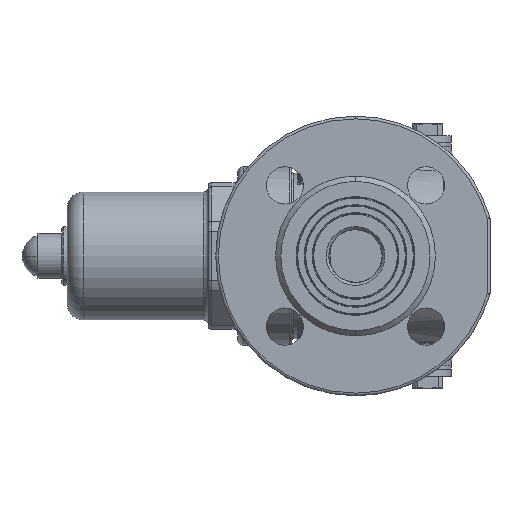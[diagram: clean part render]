
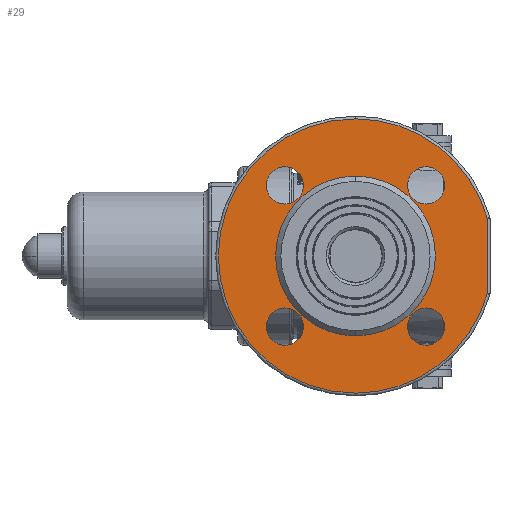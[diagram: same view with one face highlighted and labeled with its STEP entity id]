
A CAD part, left-side view. The second image highlights one B-rep face of the part: STEP entity #29.
In plain terms, the highlighted planar face has unit normal (-1, 0, 0).
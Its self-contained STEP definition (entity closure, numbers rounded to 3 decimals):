
#10 = EDGE_LOOP ( 'NONE', ( #19, #21, #17, #26 ) ) ;
#11 = EDGE_LOOP ( 'NONE', ( #50, #23 ) ) ;
#12 = ORIENTED_EDGE ( 'NONE', *, *, #16440, .T. ) ;
#15 = EDGE_CURVE ( 'NONE', #40, #20608, #24805, .T. ) ;
#16 = EDGE_LOOP ( 'NONE', ( #34, #32 ) ) ;
#17 = ORIENTED_EDGE ( 'NONE', *, *, #24, .T. ) ;
#19 = ORIENTED_EDGE ( 'NONE', *, *, #20607, .T. ) ;
#20 = EDGE_CURVE ( 'NONE', #20621, #20626, #24894, .T. ) ;
#21 = ORIENTED_EDGE ( 'NONE', *, *, #20630, .T. ) ;
#23 = ORIENTED_EDGE ( 'NONE', *, *, #61290, .T. ) ;
#24 = EDGE_CURVE ( 'NONE', #20556, #40, #24885, .T. ) ;
#25 = EDGE_LOOP ( 'NONE', ( #12, #35 ) ) ;
#26 = ORIENTED_EDGE ( 'NONE', *, *, #15, .T. ) ;
#28 = EDGE_CURVE ( 'NONE', #15765, #15131, #24878, .T. ) ;
#29 = ADVANCED_FACE ( 'NONE', ( #24916, #24895, #24928, #24927, #24890, #24915 ), #24896, .F. ) ;
#32 = ORIENTED_EDGE ( 'NONE', *, *, #20625, .F. ) ;
#33 = ORIENTED_EDGE ( 'NONE', *, *, #40827, .T. ) ;
#34 = ORIENTED_EDGE ( 'NONE', *, *, #20, .F. ) ;
#35 = ORIENTED_EDGE ( 'NONE', *, *, #43, .T. ) ;
#38 = EDGE_LOOP ( 'NONE', ( #61293, #33 ) ) ;
#40 = VERTEX_POINT ( 'NONE', #24985 ) ;
#43 = EDGE_CURVE ( 'NONE', #15124, #15134, #24947, .T. ) ;
#50 = ORIENTED_EDGE ( 'NONE', *, *, #16083, .T. ) ;
#7659 = CARTESIAN_POINT ( 'NONE',  ( -73., 0., -51.5 ) ) ;
#7815 = CARTESIAN_POINT ( 'NONE',  ( -73., 0., 0. ) ) ;
#7818 = AXIS2_PLACEMENT_3D ( 'NONE', #7815, #7859, #7858 ) ;
#7833 = CARTESIAN_POINT ( 'NONE',  ( -73., -49.5, 14.213 ) ) ;
#7838 = CIRCLE ( 'NONE', #7818, 51.5 ) ;
#7858 = DIRECTION ( 'NONE',  ( 0., 0., 1. ) ) ;
#7859 = DIRECTION ( 'NONE',  ( -1., 0., 0. ) ) ;
#7885 = CIRCLE ( 'NONE', #7938, 30. ) ;
#7901 = CARTESIAN_POINT ( 'NONE',  ( -73., 0., 30. ) ) ;
#7908 = CARTESIAN_POINT ( 'NONE',  ( -73., 0., -30. ) ) ;
#7911 = AXIS2_PLACEMENT_3D ( 'NONE', #7977, #7976, #7975 ) ;
#7912 = CIRCLE ( 'NONE', #7911, 51.5 ) ;
#7933 = DIRECTION ( 'NONE',  ( 0., 0., 1. ) ) ;
#7935 = DIRECTION ( 'NONE',  ( -1., 0., 0. ) ) ;
#7937 = CARTESIAN_POINT ( 'NONE',  ( -73., 0., 0. ) ) ;
#7938 = AXIS2_PLACEMENT_3D ( 'NONE', #7937, #7935, #7933 ) ;
#7940 = CARTESIAN_POINT ( 'NONE',  ( -73., 0., 51.5 ) ) ;
#7975 = DIRECTION ( 'NONE',  ( 0., 0., 1. ) ) ;
#7976 = DIRECTION ( 'NONE',  ( -1., 0., 0. ) ) ;
#7977 = CARTESIAN_POINT ( 'NONE',  ( -73., 0., 0. ) ) ;
#15109 = VERTEX_POINT ( 'NONE', #37145 ) ;
#15124 = VERTEX_POINT ( 'NONE', #37141 ) ;
#15125 = VERTEX_POINT ( 'NONE', #37154 ) ;
#15129 = VERTEX_POINT ( 'NONE', #37185 ) ;
#15131 = VERTEX_POINT ( 'NONE', #37182 ) ;
#15134 = VERTEX_POINT ( 'NONE', #37201 ) ;
#15765 = VERTEX_POINT ( 'NONE', #42524 ) ;
#15779 = EDGE_CURVE ( 'NONE', #15131, #15765, #42560, .T. ) ;
#15811 = VERTEX_POINT ( 'NONE', #42774 ) ;
#15820 = EDGE_CURVE ( 'NONE', #15125, #15129, #42849, .T. ) ;
#16083 = EDGE_CURVE ( 'NONE', #15109, #15811, #44922, .T. ) ;
#16440 = EDGE_CURVE ( 'NONE', #15134, #15124, #48565, .T. ) ;
#20556 = VERTEX_POINT ( 'NONE', #7659 ) ;
#20607 = EDGE_CURVE ( 'NONE', #20608, #20631, #7838, .T. ) ;
#20608 = VERTEX_POINT ( 'NONE', #7833 ) ;
#20621 = VERTEX_POINT ( 'NONE', #7908 ) ;
#20625 = EDGE_CURVE ( 'NONE', #20626, #20621, #7885, .T. ) ;
#20626 = VERTEX_POINT ( 'NONE', #7901 ) ;
#20630 = EDGE_CURVE ( 'NONE', #20631, #20556, #7912, .T. ) ;
#20631 = VERTEX_POINT ( 'NONE', #7940 ) ;
#24725 = DIRECTION ( 'NONE',  ( 0., 0., 1. ) ) ;
#24804 = CARTESIAN_POINT ( 'NONE',  ( -73., -49.5, 0. ) ) ;
#24805 = LINE ( 'NONE', #24804, #24893 ) ;
#24807 = CARTESIAN_POINT ( 'NONE',  ( -73., 0., 0. ) ) ;
#24812 = AXIS2_PLACEMENT_3D ( 'NONE', #24807, #24891, #24725 ) ;
#24878 = CIRCLE ( 'NONE', #24919, 7. ) ;
#24879 = DIRECTION ( 'NONE',  ( 0., 0., 1. ) ) ;
#24880 = DIRECTION ( 'NONE',  ( -1., 0., 0. ) ) ;
#24884 = AXIS2_PLACEMENT_3D ( 'NONE', #24886, #24880, #24879 ) ;
#24885 = CIRCLE ( 'NONE', #24884, 51.5 ) ;
#24886 = CARTESIAN_POINT ( 'NONE',  ( -73., 0., 0. ) ) ;
#24890 = FACE_BOUND ( 'NONE', #16, .T. ) ;
#24891 = DIRECTION ( 'NONE',  ( -1., 0., 0. ) ) ;
#24892 = DIRECTION ( 'NONE',  ( 0., 0., 1. ) ) ;
#24893 = VECTOR ( 'NONE', #24892, 1000. ) ;
#24894 = CIRCLE ( 'NONE', #24812, 30. ) ;
#24895 = FACE_BOUND ( 'NONE', #38, .T. ) ;
#24896 = PLANE ( 'NONE',  #24921 ) ;
#24915 = FACE_OUTER_BOUND ( 'NONE', #10, .T. ) ;
#24916 = FACE_BOUND ( 'NONE', #30886, .T. ) ;
#24917 = DIRECTION ( 'NONE',  ( 0., 0., -1. ) ) ;
#24918 = DIRECTION ( 'NONE',  ( 1., 0., 0. ) ) ;
#24919 = AXIS2_PLACEMENT_3D ( 'NONE', #24924, #24918, #24917 ) ;
#24921 = AXIS2_PLACEMENT_3D ( 'NONE', #24956, #24955, #24954 ) ;
#24924 = CARTESIAN_POINT ( 'NONE',  ( -73., 26.517, -26.517 ) ) ;
#24927 = FACE_BOUND ( 'NONE', #11, .T. ) ;
#24928 = FACE_BOUND ( 'NONE', #25, .T. ) ;
#24947 = CIRCLE ( 'NONE', #24987, 7. ) ;
#24954 = DIRECTION ( 'NONE',  ( 0., 0., -1. ) ) ;
#24955 = DIRECTION ( 'NONE',  ( 1., 0., 0. ) ) ;
#24956 = CARTESIAN_POINT ( 'NONE',  ( -73., 30., 0. ) ) ;
#24975 = DIRECTION ( 'NONE',  ( 0., 0., -1. ) ) ;
#24976 = DIRECTION ( 'NONE',  ( 1., 0., 0. ) ) ;
#24977 = CARTESIAN_POINT ( 'NONE',  ( -73., -26.517, 26.517 ) ) ;
#24985 = CARTESIAN_POINT ( 'NONE',  ( -73., -49.5, -14.213 ) ) ;
#24987 = AXIS2_PLACEMENT_3D ( 'NONE', #24977, #24976, #24975 ) ;
#30886 = EDGE_LOOP ( 'NONE', ( #39488, #61291 ) ) ;
#37141 = CARTESIAN_POINT ( 'NONE',  ( -73., -26.517, 19.517 ) ) ;
#37145 = CARTESIAN_POINT ( 'NONE',  ( -73., 26.517, 33.517 ) ) ;
#37154 = CARTESIAN_POINT ( 'NONE',  ( -73., -26.517, -19.517 ) ) ;
#37182 = CARTESIAN_POINT ( 'NONE',  ( -73., 26.517, -19.517 ) ) ;
#37185 = CARTESIAN_POINT ( 'NONE',  ( -73., -26.517, -33.517 ) ) ;
#37201 = CARTESIAN_POINT ( 'NONE',  ( -73., -26.517, 33.517 ) ) ;
#39488 = ORIENTED_EDGE ( 'NONE', *, *, #15779, .T. ) ;
#40827 = EDGE_CURVE ( 'NONE', #15129, #15125, #51754, .T. ) ;
#42524 = CARTESIAN_POINT ( 'NONE',  ( -73., 26.517, -33.517 ) ) ;
#42560 = CIRCLE ( 'NONE', #42575, 7. ) ;
#42575 = AXIS2_PLACEMENT_3D ( 'NONE', #42637, #42635, #42633 ) ;
#42633 = DIRECTION ( 'NONE',  ( 0., 0., -1. ) ) ;
#42635 = DIRECTION ( 'NONE',  ( 1., 0., 0. ) ) ;
#42637 = CARTESIAN_POINT ( 'NONE',  ( -73., 26.517, -26.517 ) ) ;
#42774 = CARTESIAN_POINT ( 'NONE',  ( -73., 26.517, 19.517 ) ) ;
#42827 = DIRECTION ( 'NONE',  ( 0., 0., -1. ) ) ;
#42828 = DIRECTION ( 'NONE',  ( 1., 0., 0. ) ) ;
#42829 = AXIS2_PLACEMENT_3D ( 'NONE', #42863, #42828, #42827 ) ;
#42849 = CIRCLE ( 'NONE', #42829, 7. ) ;
#42863 = CARTESIAN_POINT ( 'NONE',  ( -73., -26.517, -26.517 ) ) ;
#44816 = AXIS2_PLACEMENT_3D ( 'NONE', #44908, #44906, #44904 ) ;
#44904 = DIRECTION ( 'NONE',  ( 0., 0., -1. ) ) ;
#44906 = DIRECTION ( 'NONE',  ( 1., 0., 0. ) ) ;
#44908 = CARTESIAN_POINT ( 'NONE',  ( -73., 26.517, 26.517 ) ) ;
#44922 = CIRCLE ( 'NONE', #44816, 7. ) ;
#48559 = AXIS2_PLACEMENT_3D ( 'NONE', #48566, #48624, #48622 ) ;
#48565 = CIRCLE ( 'NONE', #48559, 7. ) ;
#48566 = CARTESIAN_POINT ( 'NONE',  ( -73., -26.517, 26.517 ) ) ;
#48622 = DIRECTION ( 'NONE',  ( 0., 0., -1. ) ) ;
#48624 = DIRECTION ( 'NONE',  ( 1., 0., 0. ) ) ;
#51718 = DIRECTION ( 'NONE',  ( 0., 0., -1. ) ) ;
#51720 = DIRECTION ( 'NONE',  ( 1., 0., 0. ) ) ;
#51736 = AXIS2_PLACEMENT_3D ( 'NONE', #51761, #51720, #51718 ) ;
#51754 = CIRCLE ( 'NONE', #51736, 7. ) ;
#51761 = CARTESIAN_POINT ( 'NONE',  ( -73., -26.517, -26.517 ) ) ;
#54775 = AXIS2_PLACEMENT_3D ( 'NONE', #54869, #54780, #54855 ) ;
#54780 = DIRECTION ( 'NONE',  ( 1., 0., 0. ) ) ;
#54855 = DIRECTION ( 'NONE',  ( 0., 0., -1. ) ) ;
#54869 = CARTESIAN_POINT ( 'NONE',  ( -73., 26.517, 26.517 ) ) ;
#54871 = CIRCLE ( 'NONE', #54775, 7. ) ;
#61290 = EDGE_CURVE ( 'NONE', #15811, #15109, #54871, .T. ) ;
#61291 = ORIENTED_EDGE ( 'NONE', *, *, #28, .T. ) ;
#61293 = ORIENTED_EDGE ( 'NONE', *, *, #15820, .T. ) ;
